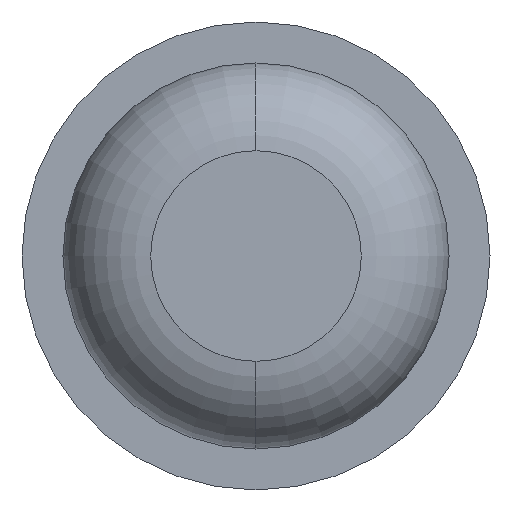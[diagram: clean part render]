
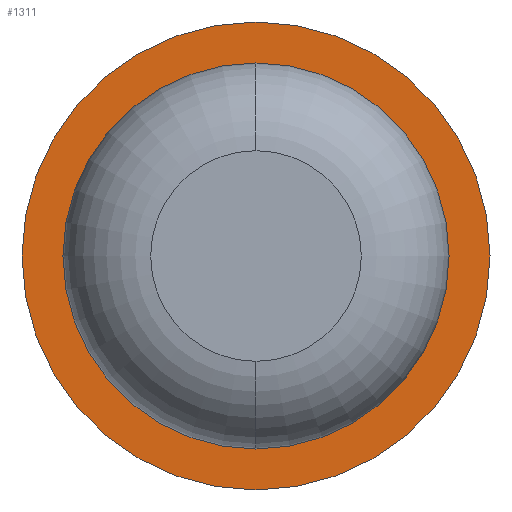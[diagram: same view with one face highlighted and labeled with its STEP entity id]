
A CAD part, front view. The second image highlights one B-rep face of the part: STEP entity #1311.
In plain terms, the highlighted planar face has unit normal (0, -1, 0).
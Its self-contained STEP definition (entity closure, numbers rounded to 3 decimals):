
#90 = CARTESIAN_POINT ( 'NONE',  ( 0., -9., 0. ) ) ;
#140 = AXIS2_PLACEMENT_3D ( 'NONE', #3832, #1527, #3922 ) ;
#191 = EDGE_CURVE ( 'Defeature ausgef�hrt1_5+Defeature ausgef�hrt1_1+Defeature ausgef�hrt1_1+Defeature ausgef�hrt1_1', #3154, #2713, #1690, .T. ) ;
#215 = EDGE_CURVE ( 'Defeature ausgef�hrt1_6+Defeature ausgef�hrt1_5+Defeature ausgef�hrt1_5+Defeature ausgef�hrt1_5', #1563, #1236, #1783, .T. ) ;
#245 = DIRECTION ( 'NONE',  ( -1., 0., 0. ) ) ;
#264 = CIRCLE ( 'NONE', #325, 1. ) ;
#325 = AXIS2_PLACEMENT_3D ( 'NONE', #2302, #1065, #473 ) ;
#473 = DIRECTION ( 'NONE',  ( -1., 0., 0. ) ) ;
#536 = DIRECTION ( 'NONE',  ( 0., 1., 0. ) ) ;
#540 = ORIENTED_EDGE ( 'NONE', *, *, #191, .T. ) ;
#696 = CARTESIAN_POINT ( 'NONE',  ( 0., -9., 0. ) ) ;
#723 = FACE_OUTER_BOUND ( 'NONE', #1335, .T. ) ;
#1065 = DIRECTION ( 'NONE',  ( 0., 1., 0. ) ) ;
#1137 = CARTESIAN_POINT ( 'NONE',  ( 0., -9., 0. ) ) ;
#1236 = VERTEX_POINT ( 'NONE', #3882 ) ;
#1259 = AXIS2_PLACEMENT_3D ( 'NONE', #90, #3147, #2514 ) ;
#1311 = ADVANCED_FACE ( 'Defeature ausgef�hrt1_5', ( #723, #2435 ), #2677, .F. ) ;
#1335 = EDGE_LOOP ( 'NONE', ( #1921, #3240 ) ) ;
#1527 = DIRECTION ( 'NONE',  ( 0., 1., 0. ) ) ;
#1563 = VERTEX_POINT ( 'NONE', #3363 ) ;
#1617 = CIRCLE ( 'NONE', #2520, 0.825 ) ;
#1690 = CIRCLE ( 'NONE', #1259, 0.825 ) ;
#1776 = EDGE_CURVE ( 'Defeature ausgef�hrt1_6+Defeature ausgef�hrt1_5+Defeature ausgef�hrt1_5+Defeature ausgef�hrt1_5', #1236, #1563, #264, .T. ) ;
#1783 = CIRCLE ( 'NONE', #1902, 1. ) ;
#1902 = AXIS2_PLACEMENT_3D ( 'NONE', #696, #2833, #3133 ) ;
#1921 = ORIENTED_EDGE ( 'NONE', *, *, #1776, .F. ) ;
#1926 = EDGE_LOOP ( 'NONE', ( #3647, #540 ) ) ;
#2267 = CARTESIAN_POINT ( 'NONE',  ( 0., -9., 0.825 ) ) ;
#2302 = CARTESIAN_POINT ( 'NONE',  ( 0., -9., 0. ) ) ;
#2435 = FACE_BOUND ( 'NONE', #1926, .T. ) ;
#2514 = DIRECTION ( 'NONE',  ( -1., 0., 0. ) ) ;
#2520 = AXIS2_PLACEMENT_3D ( 'NONE', #1137, #536, #245 ) ;
#2677 = PLANE ( 'NONE',  #140 ) ;
#2713 = VERTEX_POINT ( 'NONE', #2267 ) ;
#2833 = DIRECTION ( 'NONE',  ( 0., 1., 0. ) ) ;
#3133 = DIRECTION ( 'NONE',  ( -1., 0., 0. ) ) ;
#3147 = DIRECTION ( 'NONE',  ( 0., 1., 0. ) ) ;
#3154 = VERTEX_POINT ( 'NONE', #3462 ) ;
#3223 = EDGE_CURVE ( 'Defeature ausgef�hrt1_5+Defeature ausgef�hrt1_1+Defeature ausgef�hrt1_1+Defeature ausgef�hrt1_1', #2713, #3154, #1617, .T. ) ;
#3240 = ORIENTED_EDGE ( 'NONE', *, *, #215, .F. ) ;
#3363 = CARTESIAN_POINT ( 'NONE',  ( 1., -9., 0. ) ) ;
#3462 = CARTESIAN_POINT ( 'NONE',  ( 0., -9., -0.825 ) ) ;
#3647 = ORIENTED_EDGE ( 'NONE', *, *, #3223, .T. ) ;
#3832 = CARTESIAN_POINT ( 'NONE',  ( 0.825, -9., 0. ) ) ;
#3882 = CARTESIAN_POINT ( 'NONE',  ( -1., -9., 0. ) ) ;
#3922 = DIRECTION ( 'NONE',  ( -1., 0., 0. ) ) ;
